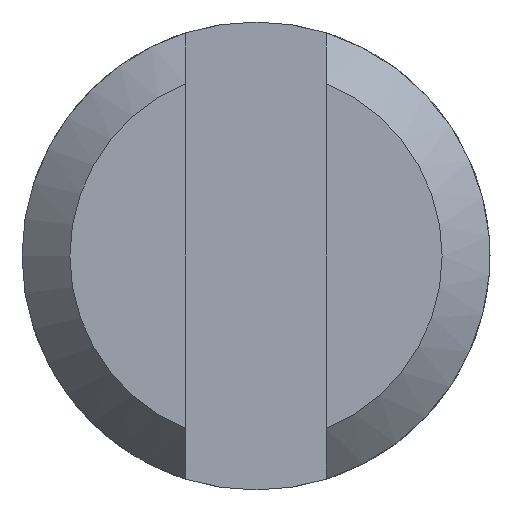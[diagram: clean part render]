
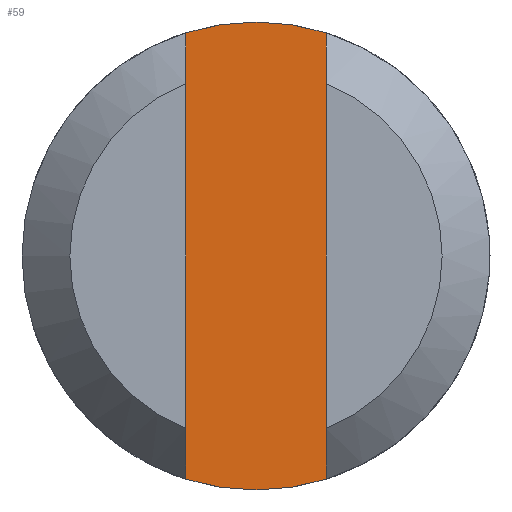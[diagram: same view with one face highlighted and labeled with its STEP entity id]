
A CAD part, left-side view. The second image highlights one B-rep face of the part: STEP entity #59.
In plain terms, the highlighted planar face has unit normal (-1, 0, 0).
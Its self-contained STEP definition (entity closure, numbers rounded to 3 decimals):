
#59 = ADVANCED_FACE( '', ( #119 ), #120, .T. );
#119 = FACE_OUTER_BOUND( '', #171, .T. );
#120 = PLANE( '', #172 );
#171 = EDGE_LOOP( '', ( #259, #260, #261, #262 ) );
#172 = AXIS2_PLACEMENT_3D( '', #263, #264, #265 );
#259 = ORIENTED_EDGE( '', *, *, #298, .T. );
#260 = ORIENTED_EDGE( '', *, *, #311, .T. );
#261 = ORIENTED_EDGE( '', *, *, #301, .T. );
#262 = ORIENTED_EDGE( '', *, *, #308, .T. );
#263 = CARTESIAN_POINT( '', ( 3., 0., 0. ) );
#264 = DIRECTION( '', ( -1., 0., 0. ) );
#265 = DIRECTION( '', ( 0., 0., 1. ) );
#298 = EDGE_CURVE( '', #348, #346, #349, .T. );
#301 = EDGE_CURVE( '', #353, #351, #354, .T. );
#308 = EDGE_CURVE( '', #351, #348, #361, .T. );
#311 = EDGE_CURVE( '', #346, #353, #364, .T. );
#346 = VERTEX_POINT( '', #407 );
#348 = VERTEX_POINT( '', #410 );
#349 = CIRCLE( '', #411, 3. );
#351 = VERTEX_POINT( '', #414 );
#353 = VERTEX_POINT( '', #417 );
#354 = CIRCLE( '', #418, 3. );
#361 = LINE( '', #432, #433 );
#364 = LINE( '', #436, #437 );
#407 = CARTESIAN_POINT( '', ( 3., -0.9, -2.862 ) );
#410 = CARTESIAN_POINT( '', ( 3., 0.9, -2.862 ) );
#411 = AXIS2_PLACEMENT_3D( '', #469, #470, #471 );
#414 = CARTESIAN_POINT( '', ( 3., 0.9, 2.862 ) );
#417 = CARTESIAN_POINT( '', ( 3., -0.9, 2.862 ) );
#418 = AXIS2_PLACEMENT_3D( '', #474, #475, #476 );
#432 = CARTESIAN_POINT( '', ( 3., 0.9, 10.5 ) );
#433 = VECTOR( '', #478, 1000. );
#436 = CARTESIAN_POINT( '', ( 3., -0.9, -10.5 ) );
#437 = VECTOR( '', #479, 1000. );
#469 = CARTESIAN_POINT( '', ( 3., 0., 0. ) );
#470 = DIRECTION( '', ( -1., 0., 0. ) );
#471 = DIRECTION( '', ( 0., 0., 1. ) );
#474 = CARTESIAN_POINT( '', ( 3., 0., 0. ) );
#475 = DIRECTION( '', ( -1., 0., 0. ) );
#476 = DIRECTION( '', ( 0., 0., 1. ) );
#478 = DIRECTION( '', ( 0., 0., -1. ) );
#479 = DIRECTION( '', ( 0., 0., 1. ) );
